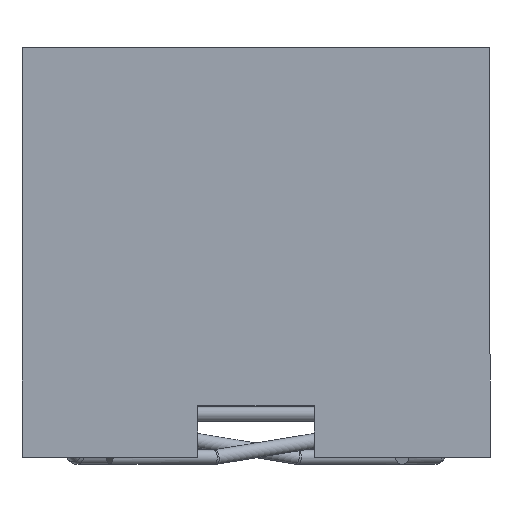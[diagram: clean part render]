
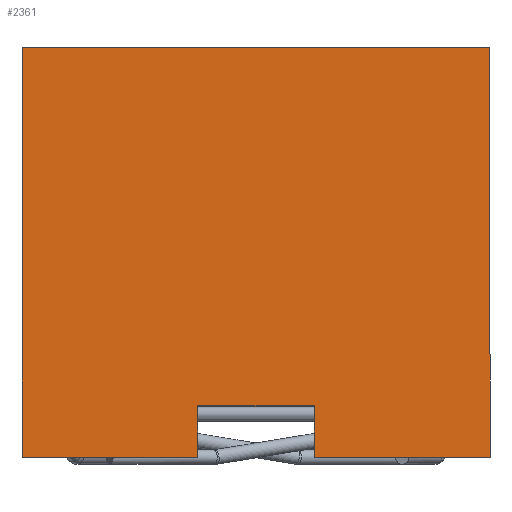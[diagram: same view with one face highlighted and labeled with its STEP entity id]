
A CAD part, front view. The second image highlights one B-rep face of the part: STEP entity #2361.
In plain terms, the highlighted face is planar.
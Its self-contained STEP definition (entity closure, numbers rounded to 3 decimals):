
#254=ORIENTED_EDGE('',*,*,#590,.T.);
#255=ORIENTED_EDGE('',*,*,#612,.F.);
#256=ORIENTED_EDGE('',*,*,#615,.T.);
#257=ORIENTED_EDGE('',*,*,#616,.T.);
#258=ORIENTED_EDGE('',*,*,#617,.T.);
#259=ORIENTED_EDGE('',*,*,#618,.T.);
#260=ORIENTED_EDGE('',*,*,#619,.F.);
#261=ORIENTED_EDGE('',*,*,#594,.T.);
#590=EDGE_CURVE('',#774,#775,#926,.T.);
#594=EDGE_CURVE('',#778,#774,#930,.T.);
#612=EDGE_CURVE('',#793,#775,#948,.T.);
#615=EDGE_CURVE('',#793,#794,#951,.T.);
#616=EDGE_CURVE('',#794,#795,#952,.T.);
#617=EDGE_CURVE('',#795,#796,#953,.T.);
#618=EDGE_CURVE('',#796,#797,#954,.T.);
#619=EDGE_CURVE('',#778,#797,#955,.T.);
#774=VERTEX_POINT('',#3175);
#775=VERTEX_POINT('',#3176);
#778=VERTEX_POINT('',#3184);
#793=VERTEX_POINT('',#3218);
#794=VERTEX_POINT('',#3225);
#795=VERTEX_POINT('',#3227);
#796=VERTEX_POINT('',#3229);
#797=VERTEX_POINT('',#3231);
#926=LINE('',#3174,#1006);
#930=LINE('',#3183,#1010);
#948=LINE('',#3219,#1028);
#951=LINE('',#3224,#1031);
#952=LINE('',#3226,#1032);
#953=LINE('',#3228,#1033);
#954=LINE('',#3230,#1034);
#955=LINE('',#3232,#1035);
#1006=VECTOR('',#2688,1000.);
#1010=VECTOR('',#2694,1000.);
#1028=VECTOR('',#2716,1000.);
#1031=VECTOR('',#2723,1000.);
#1032=VECTOR('',#2724,1000.);
#1033=VECTOR('',#2725,1000.);
#1034=VECTOR('',#2726,1000.);
#1035=VECTOR('',#2727,1000.);
#1091=EDGE_LOOP('',(#254,#255,#256,#257,#258,#259,#260,#261));
#1299=FACE_BOUND('',#1091,.T.);
#1507=PLANE('',#2486);
#2361=ADVANCED_FACE('',(#1299),#1507,.F.);
#2486=AXIS2_PLACEMENT_3D('',#3223,#2721,#2722);
#2688=DIRECTION('',(0.,-1.,0.));
#2694=DIRECTION('',(0.,0.,-1.));
#2716=DIRECTION('',(0.,0.,-1.));
#2721=DIRECTION('',(1.,0.,0.));
#2722=DIRECTION('',(0.,0.,-1.));
#2723=DIRECTION('',(0.,1.,0.));
#2724=DIRECTION('',(0.,0.,-1.));
#2725=DIRECTION('',(0.,1.,0.));
#2726=DIRECTION('',(0.,0.,1.));
#2727=DIRECTION('',(0.,-1.,0.));
#3174=CARTESIAN_POINT('',(-2.25,1.6,0.));
#3175=CARTESIAN_POINT('',(-2.25,1.6,0.));
#3176=CARTESIAN_POINT('',(-2.25,-1.6,0.));
#3183=CARTESIAN_POINT('',(-2.25,1.6,1.));
#3184=CARTESIAN_POINT('',(-2.25,1.6,2.8));
#3218=CARTESIAN_POINT('',(-2.25,-1.6,2.8));
#3219=CARTESIAN_POINT('',(-2.25,-1.6,1.));
#3223=CARTESIAN_POINT('',(-2.25,1.6,1.));
#3224=CARTESIAN_POINT('',(-2.25,-1.6,2.8));
#3225=CARTESIAN_POINT('',(-2.25,-0.4,2.8));
#3226=CARTESIAN_POINT('',(-2.25,-0.4,1.));
#3227=CARTESIAN_POINT('',(-2.25,-0.4,2.45));
#3228=CARTESIAN_POINT('',(-2.25,-1.6,2.45));
#3229=CARTESIAN_POINT('',(-2.25,0.4,2.45));
#3230=CARTESIAN_POINT('',(-2.25,0.4,1.));
#3231=CARTESIAN_POINT('',(-2.25,0.4,2.8));
#3232=CARTESIAN_POINT('',(-2.25,1.6,2.8));
